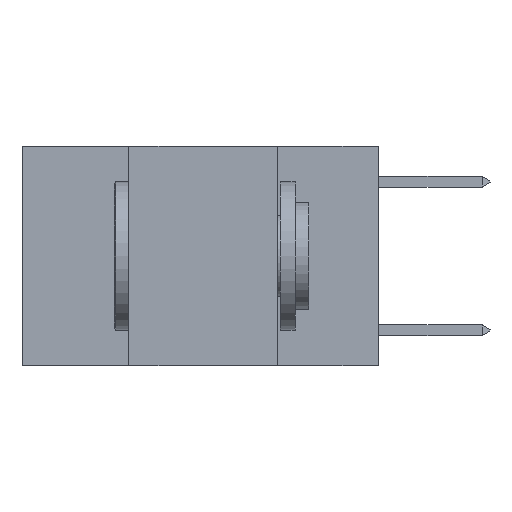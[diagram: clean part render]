
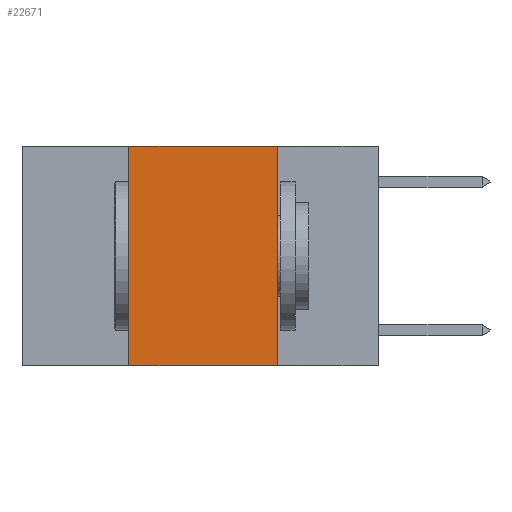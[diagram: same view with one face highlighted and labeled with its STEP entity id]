
A CAD part, left-side view. The second image highlights one B-rep face of the part: STEP entity #22671.
In plain terms, the highlighted planar face has unit normal (-1, 0, 0).
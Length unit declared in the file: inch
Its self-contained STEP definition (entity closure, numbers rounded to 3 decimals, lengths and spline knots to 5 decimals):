
#181 = CARTESIAN_POINT ( 'NONE',  ( 0., 0.6, 0. ) ) ;
#209 = LINE ( 'NONE', #1804, #4043 ) ;
#1670 = LINE ( 'NONE', #3783, #8294 ) ;
#1804 = CARTESIAN_POINT ( 'NONE',  ( 0., 0.17, 0. ) ) ;
#1926 = CARTESIAN_POINT ( 'NONE',  ( 0., 0.42, -0.37 ) ) ;
#2061 = DIRECTION ( 'NONE',  ( 0., -1., 0. ) ) ;
#3783 = CARTESIAN_POINT ( 'NONE',  ( 0., 0.6, -0.37 ) ) ;
#4043 = VECTOR ( 'NONE', #14268, 39.37008 ) ;
#7029 = VECTOR ( 'NONE', #24129, 39.37008 ) ;
#7946 = CARTESIAN_POINT ( 'NONE',  ( 0., 0.42, 0. ) ) ;
#8010 = DIRECTION ( 'NONE',  ( 1., 0., 0. ) ) ;
#8294 = VECTOR ( 'NONE', #26041, 39.37008 ) ;
#8611 = EDGE_CURVE ( 'NONE', #13561, #25886, #209, .T. ) ;
#8684 = AXIS2_PLACEMENT_3D ( 'NONE', #17311, #8010, #19927 ) ;
#8758 = ORIENTED_EDGE ( 'NONE', *, *, #8611, .F. ) ;
#9723 = ORIENTED_EDGE ( 'NONE', *, *, #13721, .F. ) ;
#10115 = LINE ( 'NONE', #24407, #7029 ) ;
#10587 = CARTESIAN_POINT ( 'NONE',  ( 0., 0.17, -0.37 ) ) ;
#12724 = ORIENTED_EDGE ( 'NONE', *, *, #23203, .F. ) ;
#13561 = VERTEX_POINT ( 'NONE', #15837 ) ;
#13721 = EDGE_CURVE ( 'NONE', #17780, #13561, #16230, .T. ) ;
#14268 = DIRECTION ( 'NONE',  ( 0., 0., -1. ) ) ;
#15345 = EDGE_LOOP ( 'NONE', ( #8758, #9723, #12724, #21377 ) ) ;
#15837 = CARTESIAN_POINT ( 'NONE',  ( 0., 0.17, 0. ) ) ;
#16230 = LINE ( 'NONE', #181, #16850 ) ;
#16850 = VECTOR ( 'NONE', #2061, 39.37008 ) ;
#17311 = CARTESIAN_POINT ( 'NONE',  ( 0., 0.6, 0. ) ) ;
#17780 = VERTEX_POINT ( 'NONE', #7946 ) ;
#19900 = VERTEX_POINT ( 'NONE', #1926 ) ;
#19927 = DIRECTION ( 'NONE',  ( 0., 0., -1. ) ) ;
#19964 = EDGE_CURVE ( 'NONE', #19900, #25886, #1670, .T. ) ;
#21268 = PLANE ( 'NONE',  #8684 ) ;
#21377 = ORIENTED_EDGE ( 'NONE', *, *, #19964, .T. ) ;
#22671 = ADVANCED_FACE ( 'NONE', ( #23903 ), #21268, .F. ) ;
#23203 = EDGE_CURVE ( 'NONE', #19900, #17780, #10115, .T. ) ;
#23903 = FACE_OUTER_BOUND ( 'NONE', #15345, .T. ) ;
#24129 = DIRECTION ( 'NONE',  ( 0., 0., 1. ) ) ;
#24407 = CARTESIAN_POINT ( 'NONE',  ( 0., 0.42, 0. ) ) ;
#25886 = VERTEX_POINT ( 'NONE', #10587 ) ;
#26041 = DIRECTION ( 'NONE',  ( 0., -1., 0. ) ) ;
